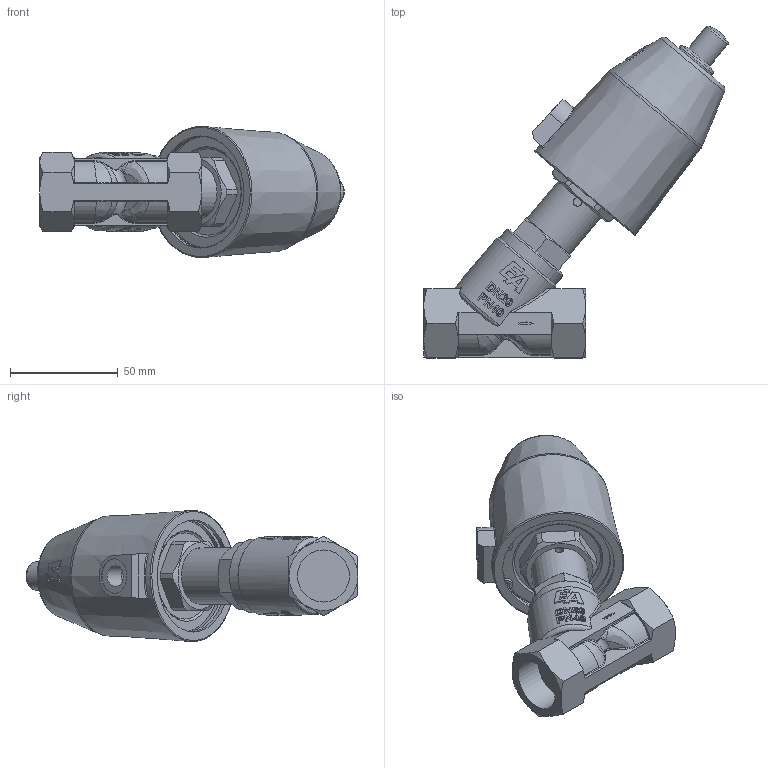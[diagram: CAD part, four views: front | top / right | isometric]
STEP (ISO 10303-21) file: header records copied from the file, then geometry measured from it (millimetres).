
FILE_DESCRIPTION(/* description */ ('DG2D3121020/OS'),/* implementation_level */ '2;1');
FILE_NAME(/* name */ 'DG2D3121020_OS.stp',/* time_stamp */ '2021-02-18T15:00:01+01:00',/* author */ ('hois'),/* organization */ (''),/* preprocessor_version */ 'ST-DEVELOPER v18.1',/* originating_system */ 'Autodesk Inventor 2020',/* authorisation */ '');
FILE_SCHEMA (('AUTOMOTIVE_DESIGN { 1 0 10303 214 3 1 1 }'));
Length unit declared in the file: millimetre
Products named in the file (7): DG2D3121020/OS; GGS0020.16.0013-K-GM; ETG0020.13.0025; DER0520.06.0032; SZY0500.17.0142; DIN 472 - 56 x 2; VST1415.08.0023
Assembly tree (6 placements, depth 2):
  DG2D3121020/OS
    GGS0020.16.0013-K-GM
    ETG0020.13.0025
    DER0520.06.0032
    SZY0500.17.0142
    DIN 472 - 56 x 2
    VST1415.08.0023
Bounding box: 141.11 x 153.88 x 60.94 mm (x, y, z)
Volume: 165473 mm3; surface area: 66124.8 mm2
Topology: 6 solids, 6 shells, 567 faces, 1504 edges, 1000 vertices
Faces by surface type: plane 240, bspline 151, cylinder 105, cone 49, torus 21, sphere 1
Full cylindrical faces by diameter (mm): 1.5 x1, 2.5 x2, 4 x1, 8.7 x1, 9.8 x1, 11 x1, 12 x2, 12.376 x1, 13 x1, 14 x2, 16 x1, 20 x1, 23.5 x1, 24.117 x3, 24.12 x1, 24.5 x1, 25.5 x1, 26 x1, 26.44 x1, 26.5 x1, 26.8 x1, 34 x1, 36 x1, 50 x1, 51 x1, 52 x3, 55.5 x1
Entity records: 44451 total; most frequent: CARTESIAN_POINT 31139, ORIENTED_EDGE 3006, DIRECTION 2292, EDGE_CURVE 1503, VERTEX_POINT 1000, AXIS2_PLACEMENT_3D 866, EDGE_LOOP 635, FACE_OUTER_BOUND 567
